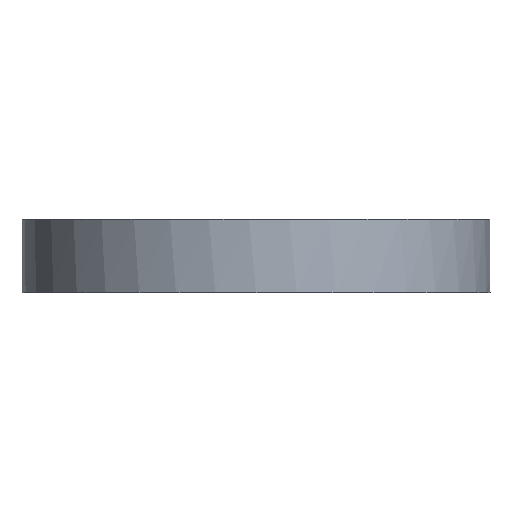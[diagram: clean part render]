
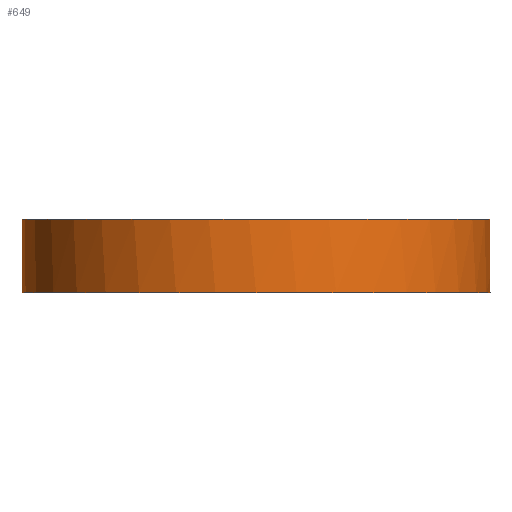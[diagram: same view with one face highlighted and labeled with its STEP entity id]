
A CAD part, left-side view. The second image highlights one B-rep face of the part: STEP entity #649.
In plain terms, the highlighted cylindrical face has radius 80 mm (diameter 160 mm), a full revolution.
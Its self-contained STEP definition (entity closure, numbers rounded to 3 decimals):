
#273 = VERTEX_POINT('',#274);
#274 = CARTESIAN_POINT('',(3.544,-79.921,25.));
#281 = EDGE_CURVE('',#273,#282,#284,.T.);
#282 = VERTEX_POINT('',#283);
#283 = CARTESIAN_POINT('',(80.,0.,25.));
#284 = CIRCLE('',#285,80.);
#285 = AXIS2_PLACEMENT_3D('',#286,#287,#288);
#286 = CARTESIAN_POINT('',(0.,0.,25.));
#287 = DIRECTION('',(0.,0.,1.));
#288 = DIRECTION('',(1.,0.,0.));
#290 = EDGE_CURVE('',#282,#291,#293,.T.);
#291 = VERTEX_POINT('',#292);
#292 = CARTESIAN_POINT('',(-3.544,-79.921,25.));
#293 = CIRCLE('',#294,80.);
#294 = AXIS2_PLACEMENT_3D('',#295,#296,#297);
#295 = CARTESIAN_POINT('',(0.,0.,25.));
#296 = DIRECTION('',(0.,0.,1.));
#297 = DIRECTION('',(1.,0.,0.));
#342 = VERTEX_POINT('',#343);
#343 = CARTESIAN_POINT('',(-3.544,-79.921,5.));
#350 = EDGE_CURVE('',#351,#342,#353,.T.);
#351 = VERTEX_POINT('',#352);
#352 = CARTESIAN_POINT('',(-2.5,-79.961,5.));
#353 = CIRCLE('',#354,80.);
#354 = AXIS2_PLACEMENT_3D('',#355,#356,#357);
#355 = CARTESIAN_POINT('',(0.,0.,5.));
#356 = DIRECTION('',(0.,0.,-1.));
#357 = DIRECTION('',(0.,1.,0.));
#359 = EDGE_CURVE('',#351,#360,#362,.T.);
#360 = VERTEX_POINT('',#361);
#361 = CARTESIAN_POINT('',(2.5,-79.961,5.));
#362 = CIRCLE('',#363,80.);
#363 = AXIS2_PLACEMENT_3D('',#364,#365,#366);
#364 = CARTESIAN_POINT('',(0.,0.,5.));
#365 = DIRECTION('',(0.,0.,1.));
#366 = DIRECTION('',(1.,0.,0.));
#368 = EDGE_CURVE('',#360,#369,#371,.T.);
#369 = VERTEX_POINT('',#370);
#370 = CARTESIAN_POINT('',(3.544,-79.921,5.));
#371 = CIRCLE('',#372,80.);
#372 = AXIS2_PLACEMENT_3D('',#373,#374,#375);
#373 = CARTESIAN_POINT('',(0.,0.,5.));
#374 = DIRECTION('',(0.,-0.,1.));
#375 = DIRECTION('',(0.,1.,0.));
#619 = EDGE_CURVE('',#291,#342,#620,.T.);
#620 = LINE('',#621,#622);
#621 = CARTESIAN_POINT('',(-3.544,-79.921,25.));
#622 = VECTOR('',#623,1.);
#623 = DIRECTION('',(-0.,-0.,-1.));
#649 = ADVANCED_FACE('',(#650),#680,.T.);
#650 = FACE_BOUND('',#651,.F.);
#651 = EDGE_LOOP('',(#652,#653,#661,#668,#669,#670,#671,#672,#673,#674)
  );
#652 = ORIENTED_EDGE('',*,*,#281,.T.);
#653 = ORIENTED_EDGE('',*,*,#654,.F.);
#654 = EDGE_CURVE('',#655,#282,#657,.T.);
#655 = VERTEX_POINT('',#656);
#656 = CARTESIAN_POINT('',(80.,0.,0.));
#657 = LINE('',#658,#659);
#658 = CARTESIAN_POINT('',(80.,0.,0.));
#659 = VECTOR('',#660,1.);
#660 = DIRECTION('',(0.,0.,1.));
#661 = ORIENTED_EDGE('',*,*,#662,.F.);
#662 = EDGE_CURVE('',#655,#655,#663,.T.);
#663 = CIRCLE('',#664,80.);
#664 = AXIS2_PLACEMENT_3D('',#665,#666,#667);
#665 = CARTESIAN_POINT('',(0.,0.,0.));
#666 = DIRECTION('',(0.,0.,1.));
#667 = DIRECTION('',(1.,0.,0.));
#668 = ORIENTED_EDGE('',*,*,#654,.T.);
#669 = ORIENTED_EDGE('',*,*,#290,.T.);
#670 = ORIENTED_EDGE('',*,*,#619,.T.);
#671 = ORIENTED_EDGE('',*,*,#350,.F.);
#672 = ORIENTED_EDGE('',*,*,#359,.T.);
#673 = ORIENTED_EDGE('',*,*,#368,.T.);
#674 = ORIENTED_EDGE('',*,*,#675,.F.);
#675 = EDGE_CURVE('',#273,#369,#676,.T.);
#676 = LINE('',#677,#678);
#677 = CARTESIAN_POINT('',(3.544,-79.921,25.));
#678 = VECTOR('',#679,1.);
#679 = DIRECTION('',(-0.,-0.,-1.));
#680 = CYLINDRICAL_SURFACE('',#681,80.);
#681 = AXIS2_PLACEMENT_3D('',#682,#683,#684);
#682 = CARTESIAN_POINT('',(0.,0.,0.));
#683 = DIRECTION('',(-0.,-0.,-1.));
#684 = DIRECTION('',(1.,0.,0.));
